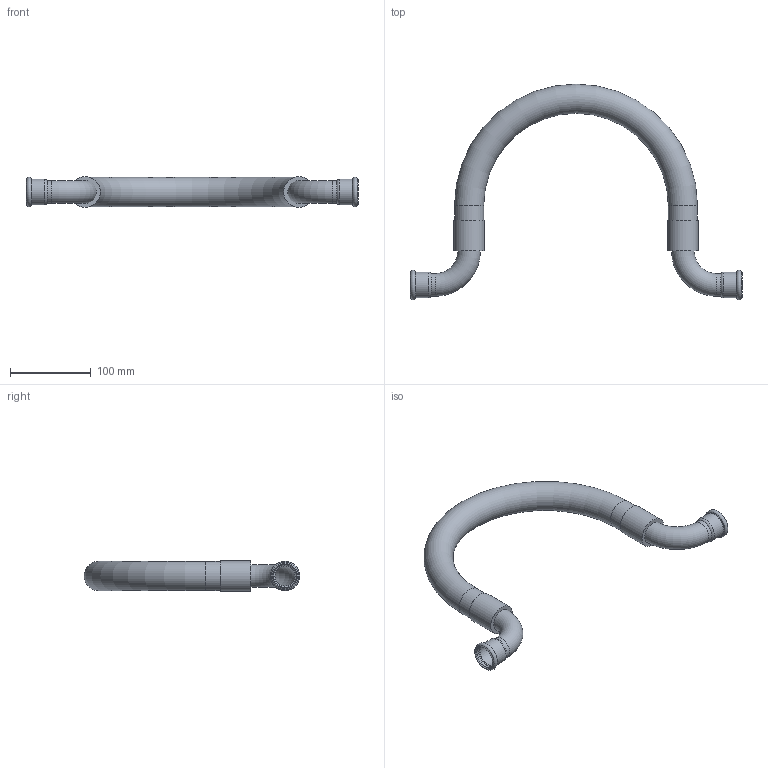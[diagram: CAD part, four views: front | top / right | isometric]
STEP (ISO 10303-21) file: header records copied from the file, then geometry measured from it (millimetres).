
FILE_DESCRIPTION(/* description */ ('Tubo flessibile ad omega DN28'),/* implementation_level */ '2;1');
FILE_NAME(/* name */ '199028001_Inoxpres.stp',/* time_stamp */ '2022-10-12T17:00:01+02:00',/* author */ ('Vault'),/* organization */ ('Raccorderie metalliche s.p.a. '),/* preprocessor_version */ 'ST-DEVELOPER v18.1',/* originating_system */ 'Autodesk Inventor 2020',/* authorisation */ 'Raccorderie metalliche s.p.a. ');
FILE_SCHEMA (('AUTOMOTIVE_DESIGN { 1 0 10303 214 3 1 1 }'));
Length unit declared in the file: millimetre
Products named in the file (1): 199028001_Inoxpres
Bounding box: 410 x 266.35 x 38 mm (x, y, z)
Volume: 314067.3 mm3; surface area: 137079.4 mm2
Topology: 1 solids, 1 shells, 46 faces, 158 edges, 116 vertices
Faces by surface type: cylinder 18, torus 18, cone 6, plane 4
Full cylindrical faces by diameter (mm): 25 x4, 28 x2, 28.4 x2, 28.8 x4, 31.4 x2, 36 x2, 38 x2
Entity records: 1897 total; most frequent: DIRECTION 386, CARTESIAN_POINT 321, ORIENTED_EDGE 316, AXIS2_PLACEMENT_3D 181, EDGE_CURVE 158, CIRCLE 134, VERTEX_POINT 116, EDGE_LOOP 50
